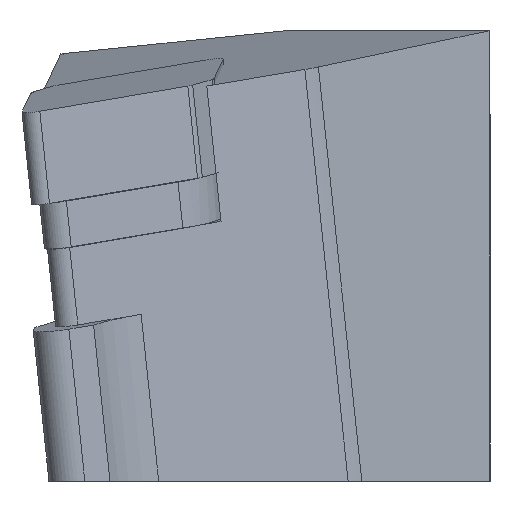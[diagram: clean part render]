
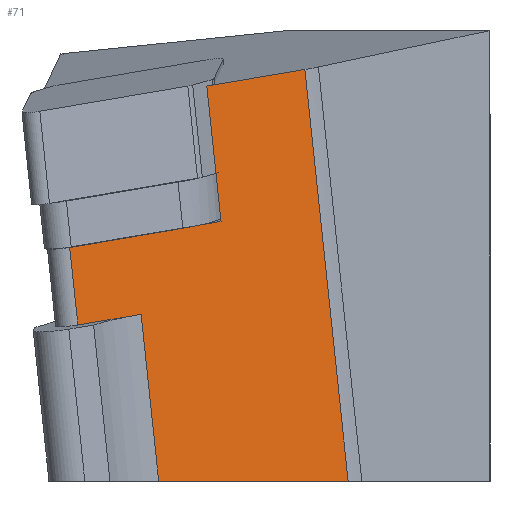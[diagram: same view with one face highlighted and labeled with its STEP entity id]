
A CAD part, left-side view. The second image highlights one B-rep face of the part: STEP entity #71.
In plain terms, the highlighted planar face has unit normal (-0.849, -0.527, -0.034).
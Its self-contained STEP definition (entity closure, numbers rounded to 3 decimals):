
#71=ADVANCED_FACE('',(#154),#120,.F.);
#120=PLANE('',#962);
#154=FACE_OUTER_BOUND('',#203,.T.);
#203=EDGE_LOOP('',(#487,#488,#489,#490,#491,#492,#493,#494,#495));
#246=LINE('',#1305,#345);
#251=LINE('',#1319,#350);
#279=LINE('',#1375,#378);
#280=LINE('',#1377,#379);
#281=LINE('',#1379,#380);
#282=LINE('',#1381,#381);
#283=LINE('',#1383,#382);
#284=LINE('',#1385,#383);
#285=LINE('',#1386,#384);
#345=VECTOR('',#1041,1.);
#350=VECTOR('',#1052,1.);
#378=VECTOR('',#1092,1.);
#379=VECTOR('',#1093,1.);
#380=VECTOR('',#1094,1.);
#381=VECTOR('',#1095,1.);
#382=VECTOR('',#1096,1.);
#383=VECTOR('',#1097,1.);
#384=VECTOR('',#1098,1.);
#487=ORIENTED_EDGE('',*,*,#794,.F.);
#488=ORIENTED_EDGE('',*,*,#829,.F.);
#489=ORIENTED_EDGE('',*,*,#830,.T.);
#490=ORIENTED_EDGE('',*,*,#831,.T.);
#491=ORIENTED_EDGE('',*,*,#832,.T.);
#492=ORIENTED_EDGE('',*,*,#833,.F.);
#493=ORIENTED_EDGE('',*,*,#834,.T.);
#494=ORIENTED_EDGE('',*,*,#800,.F.);
#495=ORIENTED_EDGE('',*,*,#835,.T.);
#707=VERTEX_POINT('',#1303);
#709=VERTEX_POINT('',#1306);
#714=VERTEX_POINT('',#1318);
#715=VERTEX_POINT('',#1320);
#737=VERTEX_POINT('',#1376);
#738=VERTEX_POINT('',#1378);
#739=VERTEX_POINT('',#1380);
#740=VERTEX_POINT('',#1382);
#741=VERTEX_POINT('',#1384);
#794=EDGE_CURVE('',#707,#709,#246,.T.);
#800=EDGE_CURVE('',#714,#715,#251,.T.);
#829=EDGE_CURVE('',#737,#707,#279,.T.);
#830=EDGE_CURVE('',#737,#738,#280,.T.);
#831=EDGE_CURVE('',#738,#739,#281,.T.);
#832=EDGE_CURVE('',#739,#740,#282,.T.);
#833=EDGE_CURVE('',#741,#740,#283,.T.);
#834=EDGE_CURVE('',#741,#715,#284,.T.);
#835=EDGE_CURVE('',#714,#709,#285,.T.);
#962=AXIS2_PLACEMENT_3D('',#1387,#1099,#1100);
#1041=DIRECTION('',(0.518,-0.843,0.143));
#1052=DIRECTION('',(0.518,-0.843,0.143));
#1092=DIRECTION('',(0.518,-0.843,0.143));
#1093=DIRECTION('',(0.105,-0.104,-0.989));
#1094=DIRECTION('',(0.518,-0.843,0.143));
#1095=DIRECTION('',(0.105,-0.104,-0.989));
#1096=DIRECTION('',(-0.527,0.85,0.));
#1097=DIRECTION('',(-0.105,0.104,0.989));
#1098=DIRECTION('',(0.105,-0.104,-0.989));
#1099=DIRECTION('',(0.849,0.527,0.034));
#1100=DIRECTION('',(0.527,-0.85,0.));
#1303=CARTESIAN_POINT('',(8.663,19.768,-7.535));
#1305=CARTESIAN_POINT('',(3.2,28.668,-9.048));
#1306=CARTESIAN_POINT('',(9.537,18.345,-7.293));
#1318=CARTESIAN_POINT('',(8.562,19.314,1.935));
#1319=CARTESIAN_POINT('',(2.224,29.638,0.18));
#1320=CARTESIAN_POINT('',(12.666,12.628,3.071));
#1375=CARTESIAN_POINT('',(3.2,28.668,-9.048));
#1376=CARTESIAN_POINT('',(3.2,28.668,-9.048));
#1377=CARTESIAN_POINT('',(3.761,28.11,-14.359));
#1378=CARTESIAN_POINT('',(3.761,28.11,-14.359));
#1379=CARTESIAN_POINT('',(3.761,28.11,-14.359));
#1380=CARTESIAN_POINT('',(6.41,23.795,-13.626));
#1381=CARTESIAN_POINT('',(9.023,21.196,-38.353));
#1382=CARTESIAN_POINT('',(7.612,22.6,-25.));
#1383=CARTESIAN_POINT('',(8.633,20.954,-25.));
#1384=CARTESIAN_POINT('',(15.633,9.677,-25.));
#1385=CARTESIAN_POINT('',(14.203,11.1,-11.468));
#1386=CARTESIAN_POINT('',(8.492,19.384,2.597));
#1387=CARTESIAN_POINT('',(3.761,28.11,-14.359));
